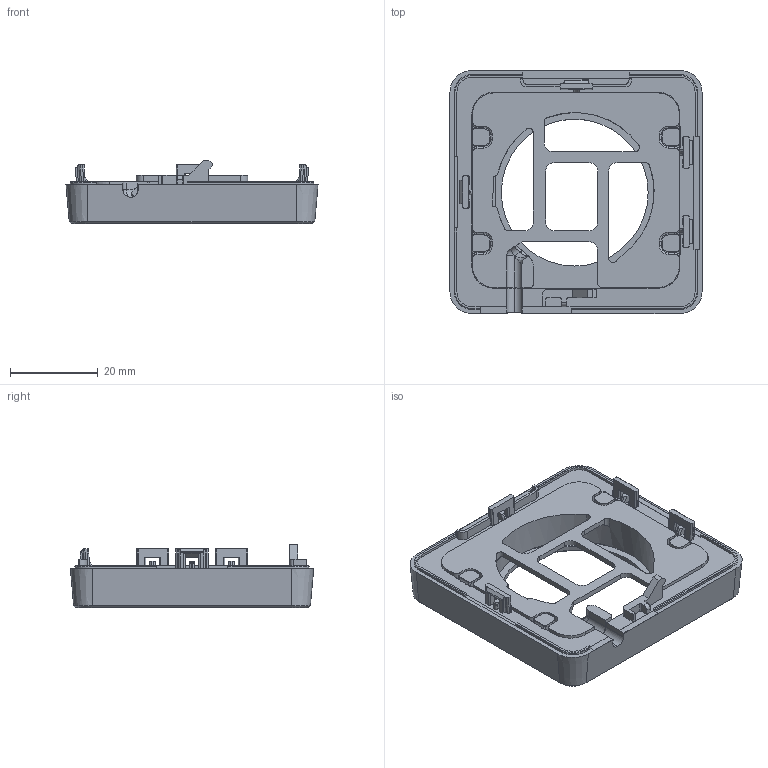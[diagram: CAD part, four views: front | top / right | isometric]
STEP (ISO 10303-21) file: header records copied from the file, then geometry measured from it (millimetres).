
FILE_DESCRIPTION (( 'STEP AP214' ), '1' );
FILE_NAME ('A1MINI KNOMI.STEP', '2025-03-06T08:31:44', ( 'Windows User' ), ( 'P R C' ), 'SwSTEP 2.0', 'SolidWorks 2024', '' );
FILE_SCHEMA (( 'AUTOMOTIVE_DESIGN' ));
Length unit declared in the file: millimetre
Products named in the file (1): A1MINI KNOMI
Bounding box: 57.5 x 55.5 x 14.38 mm (x, y, z)
Volume: 18352.6 mm3; surface area: 14388.7 mm2
Topology: 3 solids, 3 shells, 985 faces, 2833 edges, 1839 vertices
Faces by surface type: plane 596, cylinder 232, bspline 78, torus 41, cone 29, sphere 9
Entity records: 34467 total; most frequent: CARTESIAN_POINT 9572, ORIENTED_EDGE 5654, DIRECTION 4597, EDGE_CURVE 2827, LINE 2025, VECTOR 2025, VERTEX_POINT 1839, AXIS2_PLACEMENT_3D 1286
